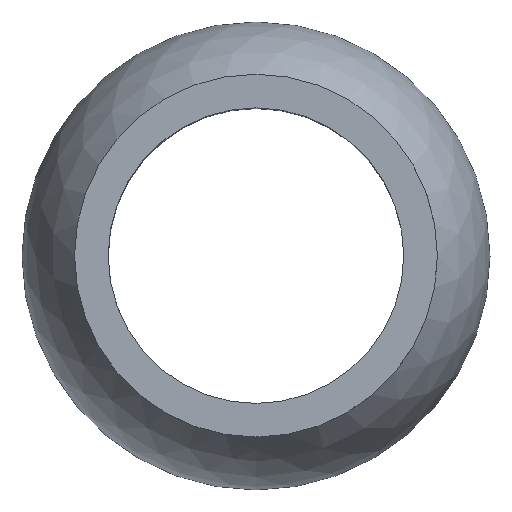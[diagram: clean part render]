
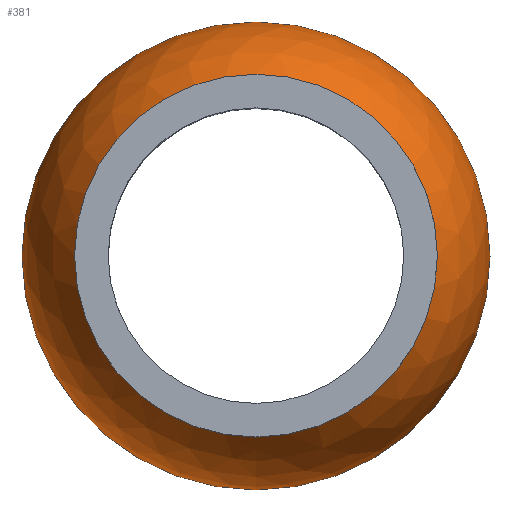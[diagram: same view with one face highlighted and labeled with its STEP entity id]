
A CAD part, top view. The second image highlights one B-rep face of the part: STEP entity #381.
In plain terms, the highlighted spherical face has radius 30.163 mm.
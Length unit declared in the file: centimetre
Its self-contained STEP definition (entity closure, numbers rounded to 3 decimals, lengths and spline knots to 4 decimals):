
#1 = CIRCLE ( 'NONE', #593, 3.0162 ) ;
#9 = DIRECTION ( 'NONE',  ( 0., 0., 1. ) ) ;
#19 = FACE_BOUND ( 'NONE', #148, .T. ) ;
#47 = VERTEX_POINT ( 'NONE', #94 ) ;
#49 = DIRECTION ( 'NONE',  ( -1., 0., 0. ) ) ;
#60 = CARTESIAN_POINT ( 'NONE',  ( -18.4015, -63.5221, 27.2281 ) ) ;
#94 = CARTESIAN_POINT ( 'NONE',  ( -20.74, -63.5221, 25.3231 ) ) ;
#120 = DIRECTION ( 'NONE',  ( 0., 0., -1. ) ) ;
#125 = CARTESIAN_POINT ( 'NONE',  ( -16.0629, -63.5221, 25.3231 ) ) ;
#141 = ORIENTED_EDGE ( 'NONE', *, *, #176, .T. ) ;
#148 = EDGE_LOOP ( 'NONE', ( #358, #141 ) ) ;
#158 = AXIS2_PLACEMENT_3D ( 'NONE', #60, #287, #251 ) ;
#162 = EDGE_CURVE ( 'NONE', #246, #370, #446, .T. ) ;
#176 = EDGE_CURVE ( 'NONE', #47, #348, #275, .T. ) ;
#187 = CARTESIAN_POINT ( 'NONE',  ( -18.4015, -63.5221, 25.3231 ) ) ;
#190 = DIRECTION ( 'NONE',  ( 0., 0., 1. ) ) ;
#203 = AXIS2_PLACEMENT_3D ( 'NONE', #187, #190, #49 ) ;
#211 = SPHERICAL_SURFACE ( 'NONE', #364, 3.0162 ) ;
#245 = CARTESIAN_POINT ( 'NONE',  ( -18.4015, -63.5221, 25.3231 ) ) ;
#246 = VERTEX_POINT ( 'NONE', #470 ) ;
#251 = DIRECTION ( 'NONE',  ( 1., 0., 0. ) ) ;
#256 = CARTESIAN_POINT ( 'NONE',  ( -21.4177, -63.5221, 27.2281 ) ) ;
#271 = CARTESIAN_POINT ( 'NONE',  ( -18.4015, -63.5221, 27.2281 ) ) ;
#275 = CIRCLE ( 'NONE', #335, 2.3385 ) ;
#287 = DIRECTION ( 'NONE',  ( 0., 0., 1. ) ) ;
#299 = CARTESIAN_POINT ( 'NONE',  ( -18.4015, -63.5221, 27.2281 ) ) ;
#335 = AXIS2_PLACEMENT_3D ( 'NONE', #245, #9, #389 ) ;
#348 = VERTEX_POINT ( 'NONE', #125 ) ;
#353 = DIRECTION ( 'NONE',  ( 0., 0., -1. ) ) ;
#358 = ORIENTED_EDGE ( 'NONE', *, *, #519, .T. ) ;
#364 = AXIS2_PLACEMENT_3D ( 'NONE', #299, #120, #452 ) ;
#367 = EDGE_LOOP ( 'NONE', ( #406, #571 ) ) ;
#370 = VERTEX_POINT ( 'NONE', #256 ) ;
#374 = CIRCLE ( 'NONE', #203, 2.3385 ) ;
#381 = ADVANCED_FACE ( 'NONE', ( #19, #477 ), #211, .T. ) ;
#389 = DIRECTION ( 'NONE',  ( -1., 0., 0. ) ) ;
#406 = ORIENTED_EDGE ( 'NONE', *, *, #162, .F. ) ;
#446 = CIRCLE ( 'NONE', #158, 3.0163 ) ;
#448 = EDGE_CURVE ( 'NONE', #246, #370, #1, .T. ) ;
#452 = DIRECTION ( 'NONE',  ( 0., 1., 0. ) ) ;
#470 = CARTESIAN_POINT ( 'NONE',  ( -15.3852, -63.5221, 27.2281 ) ) ;
#477 = FACE_OUTER_BOUND ( 'NONE', #367, .T. ) ;
#519 = EDGE_CURVE ( 'NONE', #348, #47, #374, .T. ) ;
#538 = DIRECTION ( 'NONE',  ( 0., 1., 0. ) ) ;
#571 = ORIENTED_EDGE ( 'NONE', *, *, #448, .T. ) ;
#593 = AXIS2_PLACEMENT_3D ( 'NONE', #271, #353, #538 ) ;
